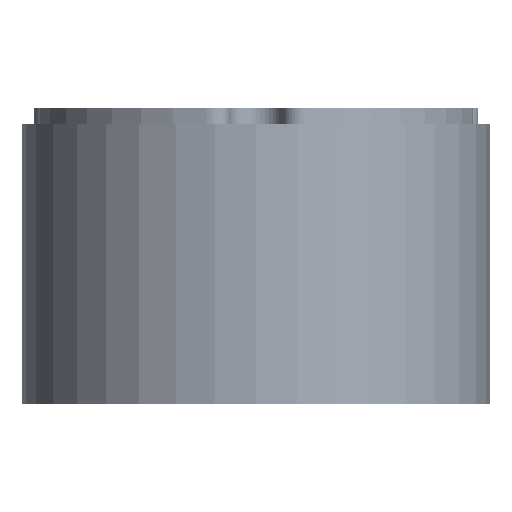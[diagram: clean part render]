
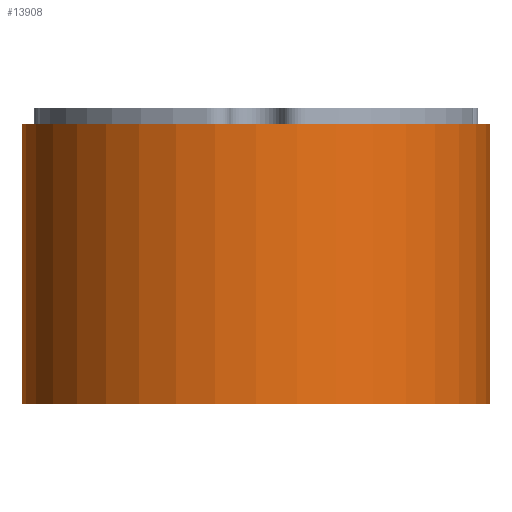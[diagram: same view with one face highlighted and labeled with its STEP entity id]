
A CAD part, left-side view. The second image highlights one B-rep face of the part: STEP entity #13908.
In plain terms, the highlighted cylindrical face has radius 46 mm (diameter 92 mm), a partial arc.
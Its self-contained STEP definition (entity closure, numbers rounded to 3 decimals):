
#772=FACE_OUTER_BOUND('',#1519,.T.);
#1519=EDGE_LOOP('',(#12239,#12240,#12241,#12242));
#1632=CIRCLE('',#14712,46.);
#1634=CIRCLE('',#14717,46.);
#3709=LINE('',#60306,#4423);
#3711=LINE('',#60314,#4425);
#4423=VECTOR('',#16994,10.);
#4425=VECTOR('',#17004,10.);
#5853=VERTEX_POINT('',#60296);
#5854=VERTEX_POINT('',#60298);
#5856=VERTEX_POINT('',#60304);
#5858=VERTEX_POINT('',#60312);
#8003=EDGE_CURVE('',#5854,#5853,#1632,.T.);
#8007=EDGE_CURVE('',#5853,#5856,#3709,.T.);
#8010=EDGE_CURVE('',#5858,#5856,#1634,.T.);
#8011=EDGE_CURVE('',#5854,#5858,#3711,.T.);
#12239=ORIENTED_EDGE('',*,*,#8007,.T.);
#12240=ORIENTED_EDGE('',*,*,#8010,.F.);
#12241=ORIENTED_EDGE('',*,*,#8011,.F.);
#12242=ORIENTED_EDGE('',*,*,#8003,.T.);
#13174=CYLINDRICAL_SURFACE('',#14716,46.);
#13908=ADVANCED_FACE('',(#772),#13174,.T.);
#14712=AXIS2_PLACEMENT_3D('',#60299,#16987,#16988);
#14716=AXIS2_PLACEMENT_3D('',#60311,#17000,#17001);
#14717=AXIS2_PLACEMENT_3D('',#60313,#17002,#17003);
#16987=DIRECTION('center_axis',(0.,0.,1.));
#16988=DIRECTION('ref_axis',(0.,1.,0.));
#16994=DIRECTION('',(0.,0.,1.));
#17000=DIRECTION('center_axis',(0.,0.,1.));
#17001=DIRECTION('ref_axis',(0.,1.,0.));
#17002=DIRECTION('center_axis',(0.,0.,1.));
#17003=DIRECTION('ref_axis',(0.,1.,0.));
#17004=DIRECTION('',(0.,0.,1.));
#60296=CARTESIAN_POINT('',(0.,-46.,1.));
#60298=CARTESIAN_POINT('',(0.,46.,1.));
#60299=CARTESIAN_POINT('Origin',(0.,0.,1.));
#60304=CARTESIAN_POINT('',(0.,-46.,56.));
#60306=CARTESIAN_POINT('',(0.,-46.,0.));
#60311=CARTESIAN_POINT('Origin',(0.,0.,0.));
#60312=CARTESIAN_POINT('',(0.,46.,56.));
#60313=CARTESIAN_POINT('Origin',(0.,0.,56.));
#60314=CARTESIAN_POINT('',(0.,46.,0.));
